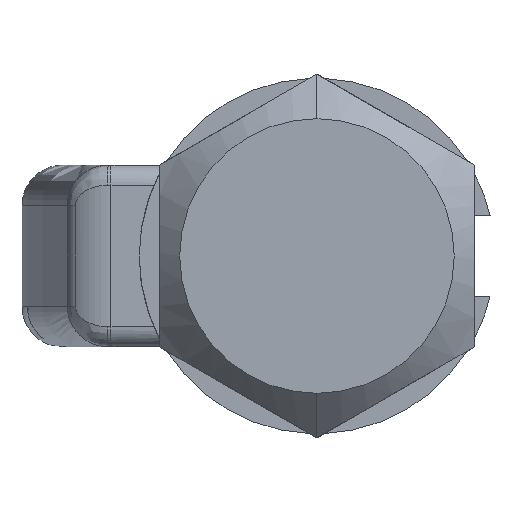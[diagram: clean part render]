
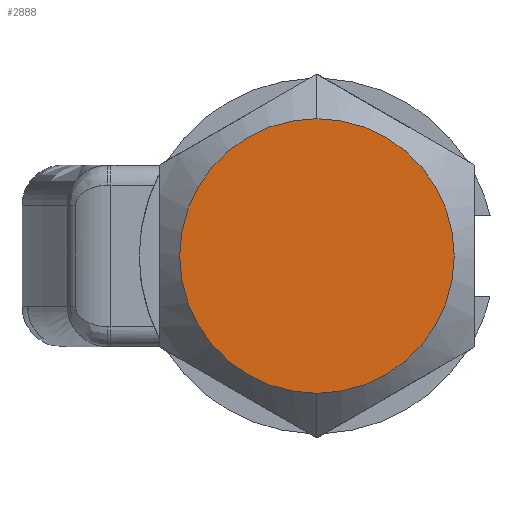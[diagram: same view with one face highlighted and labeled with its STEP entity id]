
A CAD part, left-side view. The second image highlights one B-rep face of the part: STEP entity #2888.
In plain terms, the highlighted face is planar.
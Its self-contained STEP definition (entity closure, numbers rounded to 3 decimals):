
#321 = PLANE ( 'NONE',  #2148 ) ;
#521 = CIRCLE ( 'NONE', #1672, 3.4 ) ;
#595 = EDGE_CURVE ( 'NONE', #2991, #2093, #4323, .T. ) ;
#649 = ORIENTED_EDGE ( 'NONE', *, *, #5287, .F. ) ;
#1299 = DIRECTION ( 'NONE',  ( 1., 0., 0. ) ) ;
#1619 = DIRECTION ( 'NONE',  ( 0., -1., 0. ) ) ;
#1644 = ORIENTED_EDGE ( 'NONE', *, *, #595, .F. ) ;
#1672 = AXIS2_PLACEMENT_3D ( 'NONE', #4048, #2385, #1968 ) ;
#1968 = DIRECTION ( 'NONE',  ( 1., 0., 0. ) ) ;
#2019 = CARTESIAN_POINT ( 'NONE',  ( 0., 135., 0. ) ) ;
#2093 = VERTEX_POINT ( 'NONE', #2647 ) ;
#2148 = AXIS2_PLACEMENT_3D ( 'NONE', #2019, #3758, #4866 ) ;
#2194 = EDGE_LOOP ( 'NONE', ( #649, #1644 ) ) ;
#2234 = AXIS2_PLACEMENT_3D ( 'NONE', #4288, #1619, #1299 ) ;
#2385 = DIRECTION ( 'NONE',  ( 0., -1., 0. ) ) ;
#2647 = CARTESIAN_POINT ( 'NONE',  ( 3.4, 135., 0. ) ) ;
#2888 = ADVANCED_FACE ( 'NONE', ( #4690 ), #321, .T. ) ;
#2991 = VERTEX_POINT ( 'NONE', #5246 ) ;
#3758 = DIRECTION ( 'NONE',  ( 0., 1., 0. ) ) ;
#4048 = CARTESIAN_POINT ( 'NONE',  ( 0., 135., 0. ) ) ;
#4288 = CARTESIAN_POINT ( 'NONE',  ( 0., 135., 0. ) ) ;
#4323 = CIRCLE ( 'NONE', #2234, 3.4 ) ;
#4690 = FACE_OUTER_BOUND ( 'NONE', #2194, .T. ) ;
#4866 = DIRECTION ( 'NONE',  ( 0., 0., 1. ) ) ;
#5246 = CARTESIAN_POINT ( 'NONE',  ( -3.4, 135., 0. ) ) ;
#5287 = EDGE_CURVE ( 'NONE', #2093, #2991, #521, .T. ) ;
